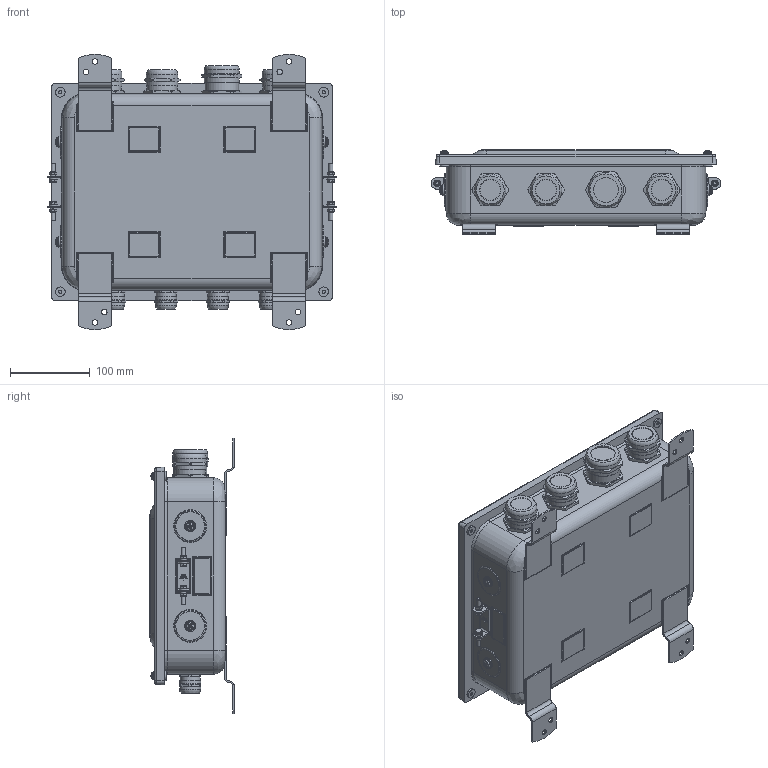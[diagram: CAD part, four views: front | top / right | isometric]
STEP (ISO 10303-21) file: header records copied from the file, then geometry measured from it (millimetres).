
FILE_DESCRIPTION(/* description */ (''),/* implementation_level */ '2;1');
FILE_NAME(/* name */ 'ЗЭТАРУС КС-30.stp',/* time_stamp */ '2022-05-26T08:16:47+07:00',/* author */ ('zeta-09'),/* organization */ (''),/* preprocessor_version */ 'ST-DEVELOPER v18.1',/* originating_system */ 'Autodesk Inventor 2021',/* authorisation */ '');
FILE_SCHEMA (('AUTOMOTIVE_DESIGN { 1 0 10303 214 3 1 1 }'));
Length unit declared in the file: millimetre
Products named in the file (1): Деталь100
Bounding box: 363 x 105.5 x 344.62 mm (x, y, z)
Volume: 7574674.5 mm3; surface area: 346369.9 mm2
Topology: 1 solids, 1 shells, 1131 faces, 2756 edges, 1732 vertices
Faces by surface type: plane 495, cylinder 292, cone 220, torus 84, bspline 32, sphere 8
Full cylindrical faces by diameter (mm): 4.134 x4, 4.567 x4, 5 x8, 5.3 x4, 5.5 x4, 6.7 x4, 7 x8, 10 x8, 12 x4, 14 x4, 16.8 x4, 25 x4, 25.9 x3, 26.5 x8, 31 x1, 35.2 x1, 36 x5, 38 x3, 39.3 x6, 42 x1, 44 x2
Entity records: 35581 total; most frequent: CARTESIAN_POINT 8744, ORIENTED_EDGE 5488, DIRECTION 5336, EDGE_CURVE 2744, AXIS2_PLACEMENT_3D 2116, VERTEX_POINT 1732, EDGE_LOOP 1272, STYLED_ITEM 1131
